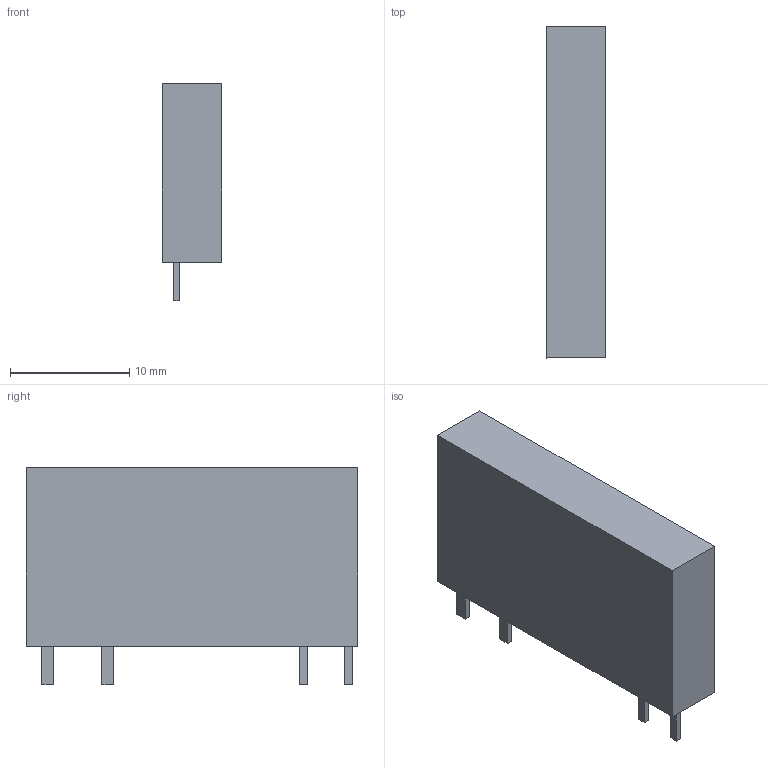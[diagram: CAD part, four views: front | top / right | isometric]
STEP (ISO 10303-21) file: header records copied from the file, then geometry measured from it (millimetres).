
FILE_DESCRIPTION(('CATIA V5R24 STEP','CAx-IF Rec.Pracs.--- Model Styling and Organization---1.2---2011-12-15'),'2;1');
FILE_NAME ('6376464_6', '2017-07-13T08:58:01+00:00', ('Weidmueller Interface'), ('Weidmueller'), 'CATIA Version 5-6 Release 2014 SP4', 'CATIA V5 STEP AP214', 'none');
FILE_SCHEMA(('AUTOMOTIVE_DESIGN { 1 0 10303 214 1 1 1 1 }'));
Length unit declared in the file: millimetre
Products named in the file (1): 1132260000
Bounding box: 5 x 27.8 x 18.2 mm (x, y, z)
Volume: 2090.4 mm3; surface area: 1300 mm2
Topology: 5 solids, 5 shells, 30 faces, 76 edges, 56 vertices
Faces by surface type: plane 30
Entity records: 970 total; most frequent: CARTESIAN_POINT 163, ORIENTED_EDGE 152, DIRECTION 136, VECTOR 76, EDGE_CURVE 76, LINE 76, VERTEX_POINT 56, AXIS2_PLACEMENT_3D 31
